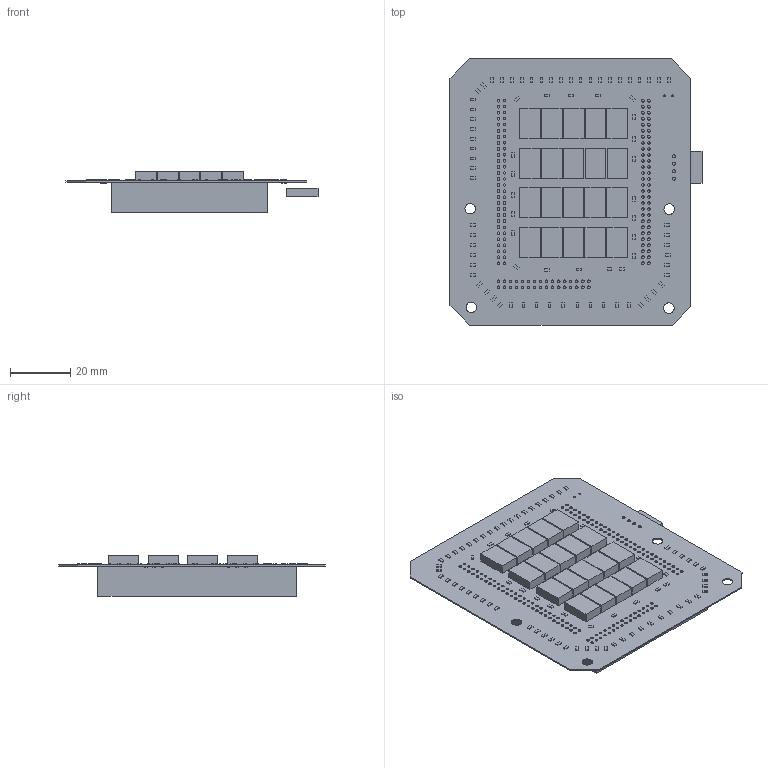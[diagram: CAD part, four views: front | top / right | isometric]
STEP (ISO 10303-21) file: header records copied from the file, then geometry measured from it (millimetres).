
FILE_DESCRIPTION(('Open CASCADE Model'),'2;1');
FILE_NAME('Open CASCADE Shape Model','2018-08-08T20:06:12',('Author'),( 'Open CASCADE'),'Open CASCADE STEP processor 6.8','Open CASCADE 6.8' ,'Unknown');
FILE_SCHEMA(('AUTOMOTIVE_DESIGN { 1 0 10303 214 1 1 1 1 }'));
Length unit declared in the file: millimetre
Products named in the file (1): PCB
Bounding box: 83.74 x 88.52 x 13.4 mm (x, y, z)
Volume: 41655.9 mm3; surface area: 28839.9 mm2
Topology: 112 solids, 112 shells, 830 faces, 1818 edges, 1212 vertices
Faces by surface type: plane 676, cylinder 154
Full cylindrical faces by diameter (mm): 0.6 x2, 0.75 x32, 0.9 x112, 1 x4, 3.5 x4
Entity records: 23743 total; most frequent: CARTESIAN_POINT 3861, DIRECTION 3788, ORIENTED_EDGE 3636, EDGE_CURVE 1818, LINE 1510, VECTOR 1510, VERTEX_POINT 1212, AXIS2_PLACEMENT_3D 1139
